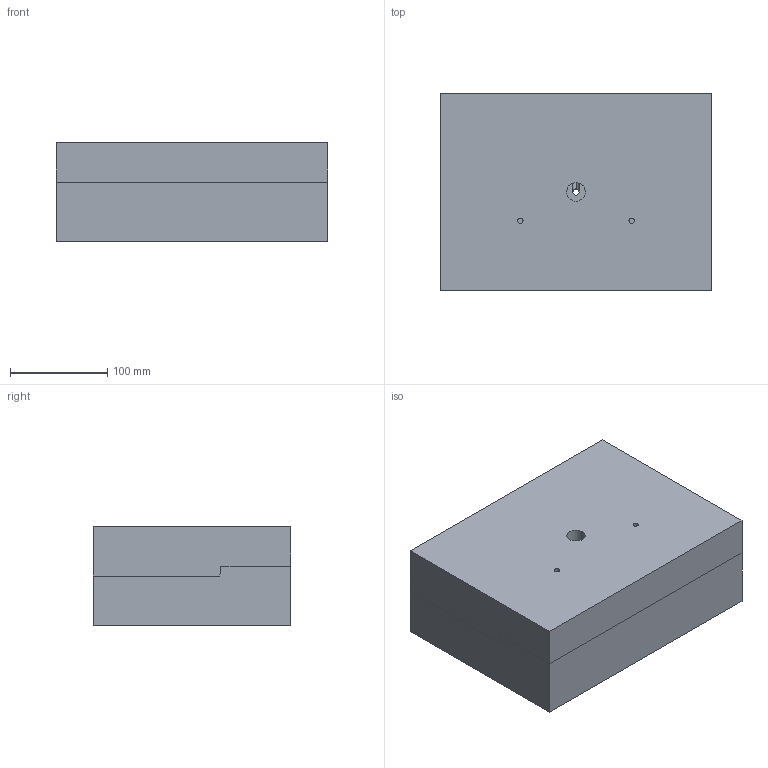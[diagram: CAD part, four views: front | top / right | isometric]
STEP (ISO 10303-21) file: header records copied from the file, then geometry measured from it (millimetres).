
FILE_DESCRIPTION (( 'STEP AP203' ), '1' );
FILE_NAME ('cypress_face_shield_frame-v3.STEP', '2020-04-25T17:37:14', ( '' ), ( '' ), 'SwSTEP 2.0', 'SolidWorks 2020', '' );
FILE_SCHEMA (( 'CONFIG_CONTROL_DESIGN' ));
Length unit declared in the file: millimetre
Products named in the file (1): cypress_face_shield_frame-v3
Bounding box: 279.4 x 203.2 x 101.6 mm (x, y, z)
Volume: 5709571.3 mm3; surface area: 474006.2 mm2
Topology: 5 solids, 5 shells, 643 faces, 1770 edges, 1126 vertices
Faces by surface type: plane 235, cylinder 229, bspline 120, cone 52, torus 4, sphere 3
Entity records: 23991 total; most frequent: CARTESIAN_POINT 8945, ORIENTED_EDGE 3492, DIRECTION 2796, EDGE_CURVE 1746, VERTEX_POINT 1126, AXIS2_PLACEMENT_3D 1015, VECTOR 766, LINE 766
